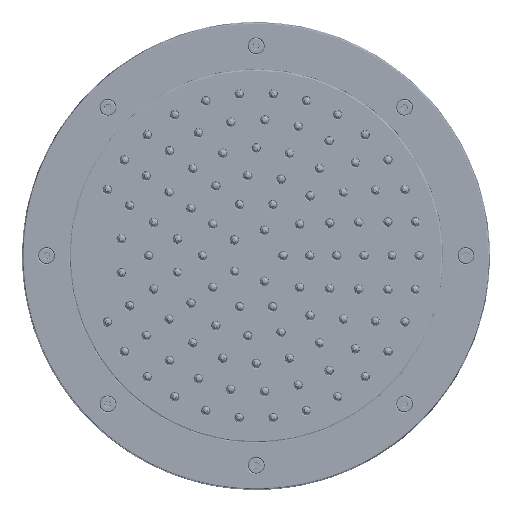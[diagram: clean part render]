
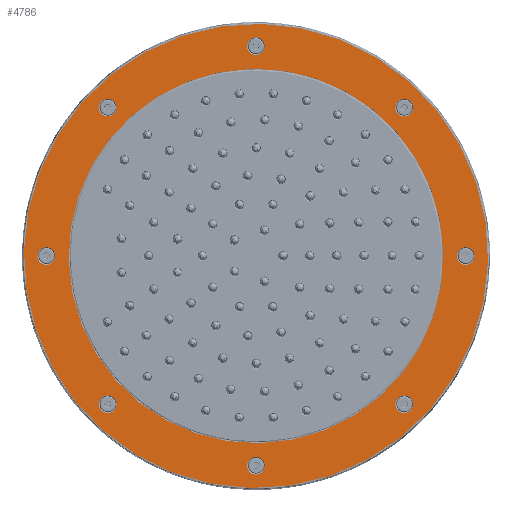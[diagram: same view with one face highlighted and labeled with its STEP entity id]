
A CAD part, top view. The second image highlights one B-rep face of the part: STEP entity #4786.
In plain terms, the highlighted face is planar.
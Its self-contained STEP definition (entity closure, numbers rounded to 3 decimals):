
#3651=CARTESIAN_POINT(' ',(-116.68,2.283,-3.));
#3652=VERTEX_POINT(' ',#3651);
#3666=CARTESIAN_POINT(' ',(-112.5,0.,-3.));
#3671=DIRECTION(' ',(0.,0.,-1.));
#3676=DIRECTION(' ',(-0.878,0.479,0.));
#3681=AXIS2_PLACEMENT_3D(' ',#3666,#3671,#3676);
#3686=CIRCLE('',#3681,4.763);
#3691=CARTESIAN_POINT(' ',(-108.32,-2.283,-3.));
#3692=VERTEX_POINT(' ',#3691);
#3696=EDGE_CURVE(' ',#3652,#3692,#3686,.T.);
#3876=CARTESIAN_POINT(' ',(-112.5,0.,-3.));
#3881=DIRECTION(' ',(0.,0.,-1.));
#3886=DIRECTION(' ',(0.878,-0.479,0.));
#3891=AXIS2_PLACEMENT_3D(' ',#3876,#3881,#3886);
#3896=CIRCLE('',#3891,4.763);
#3901=EDGE_CURVE(' ',#3692,#3652,#3896,.T.);
#3931=DIRECTION(' ',(0.,0.,-1.));
#3936=CARTESIAN_POINT(' ',(-128.089,125.629,-3.));
#3941=DIRECTION(' ',(1.,0.,0.));
#3946=AXIS2_PLACEMENT_3D(' ',#3936,#3931,#3941);
#3951=PLANE('',#3946);
#3956=CARTESIAN_POINT(' ',(0.,0.,-3.));
#3961=DIRECTION(' ',(0.,-0.,-1.));
#3966=DIRECTION(' ',(-0.878,0.479,0.));
#3971=AXIS2_PLACEMENT_3D(' ',#3956,#3961,#3966);
#3976=CIRCLE('',#3971,124.5);
#3981=CARTESIAN_POINT(' ',(-109.259,59.688,-3.));
#3982=VERTEX_POINT(' ',#3981);
#3986=CARTESIAN_POINT(' ',(109.259,-59.688,-3.));
#3987=VERTEX_POINT(' ',#3986);
#3991=EDGE_CURVE(' ',#3982,#3987,#3976,.T.);
#3996=ORIENTED_EDGE(' ',*,*,#3991,.T.);
#4001=CARTESIAN_POINT(' ',(0.,0.,-3.));
#4006=DIRECTION(' ',(0.,0.,-1.));
#4011=DIRECTION(' ',(0.878,-0.479,0.));
#4016=AXIS2_PLACEMENT_3D(' ',#4001,#4006,#4011);
#4021=CIRCLE('',#4016,124.5);
#4026=EDGE_CURVE(' ',#3987,#3982,#4021,.T.);
#4031=ORIENTED_EDGE(' ',*,*,#4026,.T.);
#4036=EDGE_LOOP(' ',(#3996,#4031));
#4041=FACE_OUTER_BOUND(' ',#4036,.T.);
#4046=CARTESIAN_POINT(' ',(0.,0.,-3.));
#4051=DIRECTION(' ',(0.,0.,1.));
#4056=DIRECTION(' ',(0.479,-0.878,0.));
#4061=AXIS2_PLACEMENT_3D(' ',#4046,#4051,#4056);
#4066=CIRCLE('',#4061,100.458);
#4071=CARTESIAN_POINT(' ',(48.162,-88.16,-3.));
#4072=VERTEX_POINT(' ',#4071);
#4076=CARTESIAN_POINT(' ',(-48.162,88.16,-3.));
#4077=VERTEX_POINT(' ',#4076);
#4081=EDGE_CURVE(' ',#4072,#4077,#4066,.T.);
#4086=ORIENTED_EDGE(' ',*,*,#4081,.T.);
#4091=CARTESIAN_POINT(' ',(0.,0.,-3.));
#4096=DIRECTION(' ',(0.,0.,1.));
#4101=DIRECTION(' ',(-0.479,0.878,0.));
#4106=AXIS2_PLACEMENT_3D(' ',#4091,#4096,#4101);
#4111=CIRCLE('',#4106,100.458);
#4116=EDGE_CURVE(' ',#4077,#4072,#4111,.T.);
#4121=ORIENTED_EDGE(' ',*,*,#4116,.T.);
#4126=EDGE_LOOP(' ',(#4086,#4121));
#4131=FACE_BOUND(' ',#4126,.T.);
#4136=CARTESIAN_POINT(' ',(79.549,79.55,-3.));
#4141=DIRECTION(' ',(0.,0.,-1.));
#4146=DIRECTION(' ',(-0.96,-0.282,0.));
#4151=AXIS2_PLACEMENT_3D(' ',#4136,#4141,#4146);
#4156=CIRCLE('',#4151,4.763);
#4161=CARTESIAN_POINT(' ',(74.979,78.209,-3.));
#4162=VERTEX_POINT(' ',#4161);
#4166=CARTESIAN_POINT(' ',(84.12,80.89,-3.));
#4167=VERTEX_POINT(' ',#4166);
#4171=EDGE_CURVE(' ',#4162,#4167,#4156,.T.);
#4176=ORIENTED_EDGE(' ',*,*,#4171,.F.);
#4181=CARTESIAN_POINT(' ',(79.55,79.549,-3.));
#4186=DIRECTION(' ',(0.,0.,-1.));
#4191=DIRECTION(' ',(0.96,0.282,0.));
#4196=AXIS2_PLACEMENT_3D(' ',#4181,#4186,#4191);
#4201=CIRCLE('',#4196,4.763);
#4206=EDGE_CURVE(' ',#4167,#4162,#4201,.T.);
#4211=ORIENTED_EDGE(' ',*,*,#4206,.F.);
#4216=EDGE_LOOP(' ',(#4176,#4211));
#4221=FACE_BOUND(' ',#4216,.T.);
#4226=ORIENTED_EDGE(' ',*,*,#3901,.F.);
#4231=ORIENTED_EDGE(' ',*,*,#3696,.F.);
#4236=EDGE_LOOP(' ',(#4226,#4231));
#4241=FACE_BOUND(' ',#4236,.T.);
#4246=CARTESIAN_POINT(' ',(-79.549,79.55,-3.));
#4251=DIRECTION(' ',(0.,0.,-1.));
#4256=DIRECTION(' ',(-0.282,0.96,0.));
#4261=AXIS2_PLACEMENT_3D(' ',#4246,#4251,#4256);
#4266=CIRCLE('',#4261,4.763);
#4271=CARTESIAN_POINT(' ',(-80.89,84.12,-3.));
#4272=VERTEX_POINT(' ',#4271);
#4276=CARTESIAN_POINT(' ',(-78.209,74.979,-3.));
#4277=VERTEX_POINT(' ',#4276);
#4281=EDGE_CURVE(' ',#4272,#4277,#4266,.T.);
#4286=ORIENTED_EDGE(' ',*,*,#4281,.F.);
#4291=CARTESIAN_POINT(' ',(-79.55,79.549,-3.));
#4296=DIRECTION(' ',(0.,0.,-1.));
#4301=DIRECTION(' ',(0.282,-0.96,0.));
#4306=AXIS2_PLACEMENT_3D(' ',#4291,#4296,#4301);
#4311=CIRCLE('',#4306,4.763);
#4316=EDGE_CURVE(' ',#4277,#4272,#4311,.T.);
#4321=ORIENTED_EDGE(' ',*,*,#4316,.F.);
#4326=EDGE_LOOP(' ',(#4286,#4321));
#4331=FACE_BOUND(' ',#4326,.T.);
#4336=CARTESIAN_POINT(' ',(112.5,0.,-3.));
#4341=DIRECTION(' ',(0.,0.,-1.));
#4346=DIRECTION(' ',(-0.878,0.479,0.));
#4351=AXIS2_PLACEMENT_3D(' ',#4336,#4341,#4346);
#4356=CIRCLE('',#4351,4.763);
#4361=CARTESIAN_POINT(' ',(108.32,2.283,-3.));
#4362=VERTEX_POINT(' ',#4361);
#4366=CARTESIAN_POINT(' ',(116.68,-2.283,-3.));
#4367=VERTEX_POINT(' ',#4366);
#4371=EDGE_CURVE(' ',#4362,#4367,#4356,.T.);
#4376=ORIENTED_EDGE(' ',*,*,#4371,.F.);
#4381=CARTESIAN_POINT(' ',(112.5,0.,-3.));
#4386=DIRECTION(' ',(0.,0.,-1.));
#4391=DIRECTION(' ',(0.878,-0.479,0.));
#4396=AXIS2_PLACEMENT_3D(' ',#4381,#4386,#4391);
#4401=CIRCLE('',#4396,4.763);
#4406=EDGE_CURVE(' ',#4367,#4362,#4401,.T.);
#4411=ORIENTED_EDGE(' ',*,*,#4406,.F.);
#4416=EDGE_LOOP(' ',(#4376,#4411));
#4421=FACE_BOUND(' ',#4416,.T.);
#4426=CARTESIAN_POINT(' ',(-79.55,-79.549,-3.));
#4431=DIRECTION(' ',(0.,0.,-1.));
#4436=DIRECTION(' ',(0.96,0.282,0.));
#4441=AXIS2_PLACEMENT_3D(' ',#4426,#4431,#4436);
#4446=CIRCLE('',#4441,4.763);
#4451=CARTESIAN_POINT(' ',(-74.979,-78.209,-3.));
#4452=VERTEX_POINT(' ',#4451);
#4456=CARTESIAN_POINT(' ',(-84.12,-80.89,-3.));
#4457=VERTEX_POINT(' ',#4456);
#4461=EDGE_CURVE(' ',#4452,#4457,#4446,.T.);
#4466=ORIENTED_EDGE(' ',*,*,#4461,.F.);
#4471=CARTESIAN_POINT(' ',(-79.55,-79.55,-3.));
#4476=DIRECTION(' ',(0.,0.,-1.));
#4481=DIRECTION(' ',(-0.96,-0.282,0.));
#4486=AXIS2_PLACEMENT_3D(' ',#4471,#4476,#4481);
#4491=CIRCLE('',#4486,4.763);
#4496=EDGE_CURVE(' ',#4457,#4452,#4491,.T.);
#4501=ORIENTED_EDGE(' ',*,*,#4496,.F.);
#4506=EDGE_LOOP(' ',(#4466,#4501));
#4511=FACE_BOUND(' ',#4506,.T.);
#4516=CARTESIAN_POINT(' ',(0.,112.5,-3.));
#4521=DIRECTION(' ',(0.,0.,-1.));
#4526=DIRECTION(' ',(-0.479,-0.878,0.));
#4531=AXIS2_PLACEMENT_3D(' ',#4516,#4521,#4526);
#4536=CIRCLE('',#4531,4.763);
#4541=CARTESIAN_POINT(' ',(-2.283,108.32,-3.));
#4542=VERTEX_POINT(' ',#4541);
#4546=CARTESIAN_POINT(' ',(2.283,116.68,-3.));
#4547=VERTEX_POINT(' ',#4546);
#4551=EDGE_CURVE(' ',#4542,#4547,#4536,.T.);
#4556=ORIENTED_EDGE(' ',*,*,#4551,.F.);
#4561=CARTESIAN_POINT(' ',(0.,112.5,-3.));
#4566=DIRECTION(' ',(0.,0.,-1.));
#4571=DIRECTION(' ',(0.479,0.878,0.));
#4576=AXIS2_PLACEMENT_3D(' ',#4561,#4566,#4571);
#4581=CIRCLE('',#4576,4.763);
#4586=EDGE_CURVE(' ',#4547,#4542,#4581,.T.);
#4591=ORIENTED_EDGE(' ',*,*,#4586,.F.);
#4596=EDGE_LOOP(' ',(#4556,#4591));
#4601=FACE_BOUND(' ',#4596,.T.);
#4606=CARTESIAN_POINT(' ',(0.,-112.5,-3.));
#4611=DIRECTION(' ',(0.,0.,-1.));
#4616=DIRECTION(' ',(0.479,0.878,0.));
#4621=AXIS2_PLACEMENT_3D(' ',#4606,#4611,#4616);
#4626=CIRCLE('',#4621,4.763);
#4631=CARTESIAN_POINT(' ',(2.283,-108.32,-3.));
#4632=VERTEX_POINT(' ',#4631);
#4636=CARTESIAN_POINT(' ',(-2.283,-116.68,-3.));
#4637=VERTEX_POINT(' ',#4636);
#4641=EDGE_CURVE(' ',#4632,#4637,#4626,.T.);
#4646=ORIENTED_EDGE(' ',*,*,#4641,.F.);
#4651=CARTESIAN_POINT(' ',(0.,-112.5,-3.));
#4656=DIRECTION(' ',(0.,0.,-1.));
#4661=DIRECTION(' ',(-0.479,-0.878,0.));
#4666=AXIS2_PLACEMENT_3D(' ',#4651,#4656,#4661);
#4671=CIRCLE('',#4666,4.763);
#4676=EDGE_CURVE(' ',#4637,#4632,#4671,.T.);
#4681=ORIENTED_EDGE(' ',*,*,#4676,.F.);
#4686=EDGE_LOOP(' ',(#4646,#4681));
#4691=FACE_BOUND(' ',#4686,.T.);
#4696=CARTESIAN_POINT(' ',(79.549,-79.55,-3.));
#4701=DIRECTION(' ',(0.,0.,-1.));
#4706=DIRECTION(' ',(-0.282,0.96,0.));
#4711=AXIS2_PLACEMENT_3D(' ',#4696,#4701,#4706);
#4716=CIRCLE('',#4711,4.763);
#4721=CARTESIAN_POINT(' ',(78.209,-74.979,-3.));
#4722=VERTEX_POINT(' ',#4721);
#4726=CARTESIAN_POINT(' ',(80.89,-84.12,-3.));
#4727=VERTEX_POINT(' ',#4726);
#4731=EDGE_CURVE(' ',#4722,#4727,#4716,.T.);
#4736=ORIENTED_EDGE(' ',*,*,#4731,.F.);
#4741=CARTESIAN_POINT(' ',(79.55,-79.55,-3.));
#4746=DIRECTION(' ',(0.,0.,-1.));
#4751=DIRECTION(' ',(0.282,-0.96,0.));
#4756=AXIS2_PLACEMENT_3D(' ',#4741,#4746,#4751);
#4761=CIRCLE('',#4756,4.763);
#4766=EDGE_CURVE(' ',#4727,#4722,#4761,.T.);
#4771=ORIENTED_EDGE(' ',*,*,#4766,.F.);
#4776=EDGE_LOOP(' ',(#4736,#4771));
#4781=FACE_BOUND(' ',#4776,.T.);
#4786=ADVANCED_FACE('',(#4041,#4131,#4221,#4241,#4331,#4421,#4511,#4601,#4691,#4781),#3951,.T.);
